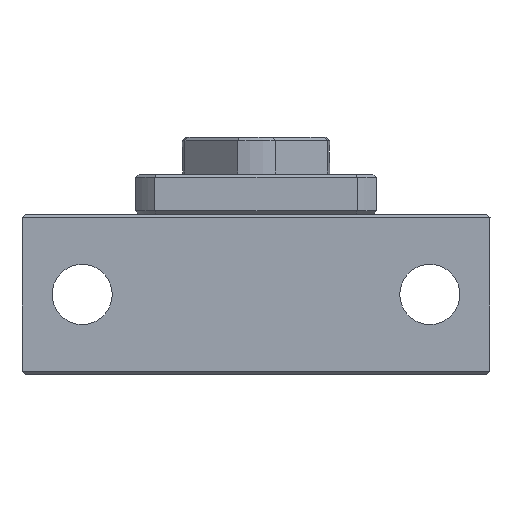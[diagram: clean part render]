
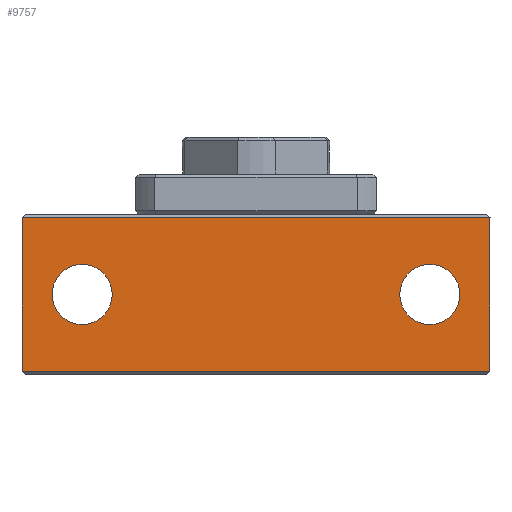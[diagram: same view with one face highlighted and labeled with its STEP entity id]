
A CAD part, front view. The second image highlights one B-rep face of the part: STEP entity #9757.
In plain terms, the highlighted planar face has unit normal (0, 1, 0).
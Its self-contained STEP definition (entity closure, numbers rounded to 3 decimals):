
#360 = EDGE_CURVE ( 'NONE', #14737, #5604, #5392, .T. ) ;
#653 = VERTEX_POINT ( 'NONE', #22448 ) ;
#744 = FACE_BOUND ( 'NONE', #11168, .T. ) ;
#751 = ORIENTED_EDGE ( 'NONE', *, *, #19332, .T. ) ;
#1024 = AXIS2_PLACEMENT_3D ( 'NONE', #21855, #17388, #2131 ) ;
#1274 = CARTESIAN_POINT ( 'NONE',  ( -65.89, 3.299, 4.5 ) ) ;
#1509 = AXIS2_PLACEMENT_3D ( 'NONE', #22792, #16333, #5543 ) ;
#1611 = AXIS2_PLACEMENT_3D ( 'NONE', #10334, #18947, #5956 ) ;
#2060 = ORIENTED_EDGE ( 'NONE', *, *, #5300, .T. ) ;
#2131 = DIRECTION ( 'NONE',  ( 0., 0., 1. ) ) ;
#2213 = CARTESIAN_POINT ( 'NONE',  ( -13.89, 3.299, 0. ) ) ;
#2289 = CARTESIAN_POINT ( 'NONE',  ( -13.89, 3.299, -4.5 ) ) ;
#2306 = ORIENTED_EDGE ( 'NONE', *, *, #13279, .T. ) ;
#2402 = DIRECTION ( 'NONE',  ( 0., 0., 1. ) ) ;
#3170 = DIRECTION ( 'NONE',  ( 1., 0., 0. ) ) ;
#4038 = CIRCLE ( 'NONE', #1509, 4.5 ) ;
#4187 = LINE ( 'NONE', #20917, #20145 ) ;
#4459 = LINE ( 'NONE', #6787, #15668 ) ;
#5300 = EDGE_CURVE ( 'NONE', #653, #8784, #4187, .T. ) ;
#5392 = CIRCLE ( 'NONE', #1611, 4.5 ) ;
#5543 = DIRECTION ( 'NONE',  ( 0., 0., 1. ) ) ;
#5604 = VERTEX_POINT ( 'NONE', #8756 ) ;
#5649 = VERTEX_POINT ( 'NONE', #2289 ) ;
#5830 = FACE_BOUND ( 'NONE', #13411, .T. ) ;
#5956 = DIRECTION ( 'NONE',  ( 0., 0., 1. ) ) ;
#6638 = CARTESIAN_POINT ( 'NONE',  ( -74.89, 3.299, -11.5 ) ) ;
#6787 = CARTESIAN_POINT ( 'NONE',  ( -39.89, 3.299, -11.5 ) ) ;
#7189 = FACE_OUTER_BOUND ( 'NONE', #13067, .T. ) ;
#7312 = CARTESIAN_POINT ( 'NONE',  ( -74.89, 3.299, 0. ) ) ;
#7580 = VERTEX_POINT ( 'NONE', #23758 ) ;
#8756 = CARTESIAN_POINT ( 'NONE',  ( -65.89, 3.299, -4.5 ) ) ;
#8784 = VERTEX_POINT ( 'NONE', #19723 ) ;
#9172 = EDGE_CURVE ( 'NONE', #5649, #15421, #9477, .T. ) ;
#9477 = CIRCLE ( 'NONE', #27605, 4.5 ) ;
#9757 = ADVANCED_FACE ( 'NONE', ( #744, #5830, #7189 ), #23875, .T. ) ;
#10334 = CARTESIAN_POINT ( 'NONE',  ( -65.89, 3.299, 0. ) ) ;
#10930 = DIRECTION ( 'NONE',  ( 0., 0., 1. ) ) ;
#10992 = EDGE_CURVE ( 'NONE', #5604, #14737, #4038, .T. ) ;
#11168 = EDGE_LOOP ( 'NONE', ( #22868, #21908 ) ) ;
#11187 = CIRCLE ( 'NONE', #1024, 4.5 ) ;
#11747 = VECTOR ( 'NONE', #24358, 1000. ) ;
#11851 = VECTOR ( 'NONE', #15896, 1000. ) ;
#13067 = EDGE_LOOP ( 'NONE', ( #2060, #13081, #751, #2306 ) ) ;
#13081 = ORIENTED_EDGE ( 'NONE', *, *, #23872, .T. ) ;
#13279 = EDGE_CURVE ( 'NONE', #27701, #653, #17485, .T. ) ;
#13411 = EDGE_LOOP ( 'NONE', ( #23929, #26208 ) ) ;
#14737 = VERTEX_POINT ( 'NONE', #1274 ) ;
#15421 = VERTEX_POINT ( 'NONE', #20637 ) ;
#15668 = VECTOR ( 'NONE', #23919, 1000. ) ;
#15896 = DIRECTION ( 'NONE',  ( 0., 0., -1. ) ) ;
#16333 = DIRECTION ( 'NONE',  ( 0., -1., 0. ) ) ;
#17264 = DIRECTION ( 'NONE',  ( 0., 1., 0. ) ) ;
#17388 = DIRECTION ( 'NONE',  ( 0., -1., 0. ) ) ;
#17389 = DIRECTION ( 'NONE',  ( 0., -1., 0. ) ) ;
#17485 = LINE ( 'NONE', #7312, #11747 ) ;
#18260 = CARTESIAN_POINT ( 'NONE',  ( -4.89, 3.299, 0. ) ) ;
#18947 = DIRECTION ( 'NONE',  ( 0., -1., 0. ) ) ;
#19332 = EDGE_CURVE ( 'NONE', #7580, #27701, #4459, .T. ) ;
#19723 = CARTESIAN_POINT ( 'NONE',  ( -4.89, 3.299, 11.5 ) ) ;
#20145 = VECTOR ( 'NONE', #3170, 1000. ) ;
#20637 = CARTESIAN_POINT ( 'NONE',  ( -13.89, 3.299, 4.5 ) ) ;
#20917 = CARTESIAN_POINT ( 'NONE',  ( -39.89, 3.299, 11.5 ) ) ;
#21855 = CARTESIAN_POINT ( 'NONE',  ( -13.89, 3.299, 0. ) ) ;
#21908 = ORIENTED_EDGE ( 'NONE', *, *, #9172, .T. ) ;
#22448 = CARTESIAN_POINT ( 'NONE',  ( -74.89, 3.299, 11.5 ) ) ;
#22751 = EDGE_CURVE ( 'NONE', #15421, #5649, #11187, .T. ) ;
#22792 = CARTESIAN_POINT ( 'NONE',  ( -65.89, 3.299, 0. ) ) ;
#22868 = ORIENTED_EDGE ( 'NONE', *, *, #22751, .T. ) ;
#23758 = CARTESIAN_POINT ( 'NONE',  ( -4.89, 3.299, -11.5 ) ) ;
#23872 = EDGE_CURVE ( 'NONE', #8784, #7580, #27412, .T. ) ;
#23875 = PLANE ( 'NONE',  #26137 ) ;
#23919 = DIRECTION ( 'NONE',  ( -1., 0., 0. ) ) ;
#23929 = ORIENTED_EDGE ( 'NONE', *, *, #360, .T. ) ;
#24358 = DIRECTION ( 'NONE',  ( 0., 0., 1. ) ) ;
#26137 = AXIS2_PLACEMENT_3D ( 'NONE', #6638, #17264, #10930 ) ;
#26208 = ORIENTED_EDGE ( 'NONE', *, *, #10992, .T. ) ;
#26798 = CARTESIAN_POINT ( 'NONE',  ( -74.89, 3.299, -11.5 ) ) ;
#27412 = LINE ( 'NONE', #18260, #11851 ) ;
#27605 = AXIS2_PLACEMENT_3D ( 'NONE', #2213, #17389, #2402 ) ;
#27701 = VERTEX_POINT ( 'NONE', #26798 ) ;
